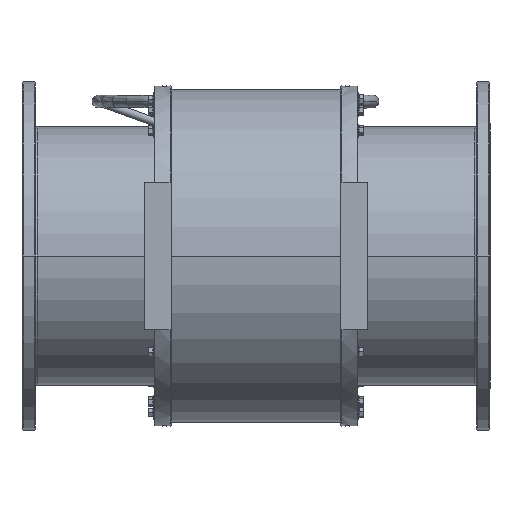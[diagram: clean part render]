
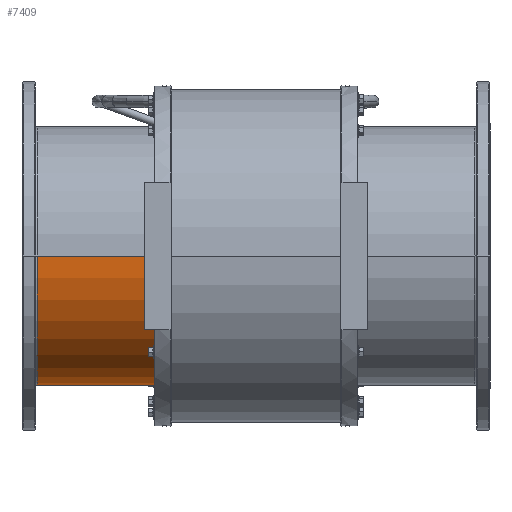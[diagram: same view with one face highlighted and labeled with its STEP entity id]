
A CAD part, front view. The second image highlights one B-rep face of the part: STEP entity #7409.
In plain terms, the highlighted cylindrical face has radius 315.5 mm (diameter 631 mm), a partial arc.
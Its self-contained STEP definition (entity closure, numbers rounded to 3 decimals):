
#21 = ORIENTED_EDGE ( 'NONE', *, *, #27347, .T. ) ;
#1166 = CARTESIAN_POINT ( 'NONE',  ( -534.5, 315.5, 0. ) ) ;
#1416 = CARTESIAN_POINT ( 'NONE',  ( -247.5, -315.5, 0. ) ) ;
#1422 = VERTEX_POINT ( 'NONE', #7305 ) ;
#1933 = VERTEX_POINT ( 'NONE', #1166 ) ;
#2346 = EDGE_CURVE ( 'NONE', #1422, #1933, #9193, .T. ) ;
#2844 = EDGE_CURVE ( 'NONE', #18761, #1933, #6068, .T. ) ;
#4287 = ORIENTED_EDGE ( 'NONE', *, *, #2346, .T. ) ;
#4398 = VERTEX_POINT ( 'NONE', #1416 ) ;
#5563 = VECTOR ( 'NONE', #6618, 1000. ) ;
#6068 = LINE ( 'NONE', #12578, #5563 ) ;
#6265 = CARTESIAN_POINT ( 'NONE',  ( -247.5, 315.5, 0. ) ) ;
#6603 = ORIENTED_EDGE ( 'NONE', *, *, #19200, .T. ) ;
#6618 = DIRECTION ( 'NONE',  ( -1., 0., 0. ) ) ;
#6897 = EDGE_LOOP ( 'NONE', ( #9671, #6603, #21, #4287 ) ) ;
#7305 = CARTESIAN_POINT ( 'NONE',  ( -534.5, -315.5, 0. ) ) ;
#7409 = ADVANCED_FACE ( 'NONE', ( #18537 ), #9909, .T. ) ;
#7449 = AXIS2_PLACEMENT_3D ( 'NONE', #7696, #9766, #20780 ) ;
#7696 = CARTESIAN_POINT ( 'NONE',  ( -534.5, 0., 0. ) ) ;
#8105 = DIRECTION ( 'NONE',  ( 0., -1., 0. ) ) ;
#8176 = LINE ( 'NONE', #24866, #10112 ) ;
#9193 = CIRCLE ( 'NONE', #7449, 315.5 ) ;
#9671 = ORIENTED_EDGE ( 'NONE', *, *, #2844, .F. ) ;
#9766 = DIRECTION ( 'NONE',  ( 1., 0., 0. ) ) ;
#9892 = CIRCLE ( 'NONE', #26794, 315.5 ) ;
#9909 = CYLINDRICAL_SURFACE ( 'NONE', #24728, 315.5 ) ;
#10112 = VECTOR ( 'NONE', #12334, 1000. ) ;
#12334 = DIRECTION ( 'NONE',  ( -1., 0., 0. ) ) ;
#12578 = CARTESIAN_POINT ( 'NONE',  ( -571.5, 315.5, 0. ) ) ;
#14971 = CARTESIAN_POINT ( 'NONE',  ( -247.5, 0., 0. ) ) ;
#18537 = FACE_OUTER_BOUND ( 'NONE', #6897, .T. ) ;
#18761 = VERTEX_POINT ( 'NONE', #6265 ) ;
#19200 = EDGE_CURVE ( 'NONE', #18761, #4398, #9892, .T. ) ;
#20780 = DIRECTION ( 'NONE',  ( 0., -1., 0. ) ) ;
#20914 = DIRECTION ( 'NONE',  ( -1., 0., 0. ) ) ;
#21657 = DIRECTION ( 'NONE',  ( 0., 0., 1. ) ) ;
#24728 = AXIS2_PLACEMENT_3D ( 'NONE', #27159, #20914, #8105 ) ;
#24866 = CARTESIAN_POINT ( 'NONE',  ( -571.5, -315.5, 0. ) ) ;
#25542 = DIRECTION ( 'NONE',  ( -1., 0., 0. ) ) ;
#26794 = AXIS2_PLACEMENT_3D ( 'NONE', #14971, #25542, #21657 ) ;
#27159 = CARTESIAN_POINT ( 'NONE',  ( -571.5, 0., 0. ) ) ;
#27347 = EDGE_CURVE ( 'NONE', #4398, #1422, #8176, .T. ) ;
